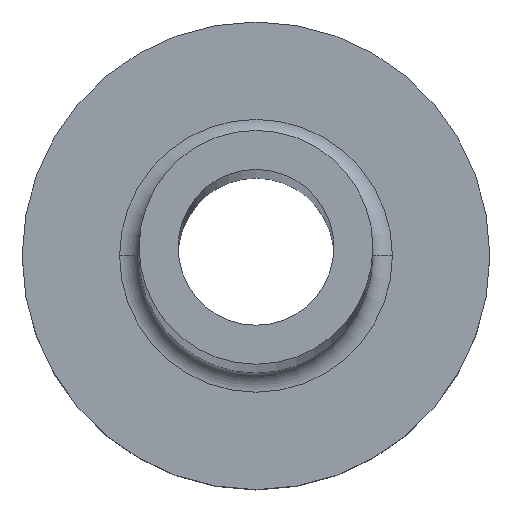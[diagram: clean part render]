
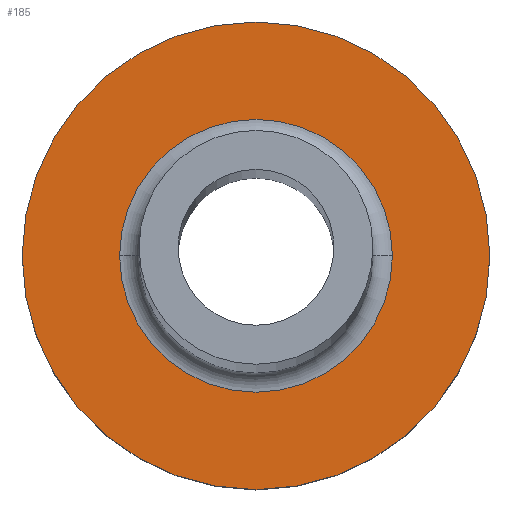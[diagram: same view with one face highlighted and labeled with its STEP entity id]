
A CAD part, top view. The second image highlights one B-rep face of the part: STEP entity #185.
In plain terms, the highlighted planar face has unit normal (0, 0, 1).
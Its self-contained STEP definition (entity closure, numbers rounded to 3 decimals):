
#6 = DIRECTION ( 'NONE',  ( 0., 0., 1. ) ) ;
#12 = CARTESIAN_POINT ( 'NONE',  ( 0., 0., 5. ) ) ;
#13 = VERTEX_POINT ( 'NONE', #369 ) ;
#27 = AXIS2_PLACEMENT_3D ( 'NONE', #274, #6, #243 ) ;
#29 = CIRCLE ( 'NONE', #268, 3.5 ) ;
#34 = EDGE_CURVE ( 'NONE', #145, #13, #277, .T. ) ;
#43 = FACE_BOUND ( 'NONE', #335, .T. ) ;
#52 = DIRECTION ( 'NONE',  ( 1., 0., 0. ) ) ;
#63 = AXIS2_PLACEMENT_3D ( 'NONE', #336, #308, #159 ) ;
#74 = PLANE ( 'NONE',  #314 ) ;
#78 = ORIENTED_EDGE ( 'NONE', *, *, #34, .T. ) ;
#81 = CARTESIAN_POINT ( 'NONE',  ( 3.5, 0., 5. ) ) ;
#82 = CARTESIAN_POINT ( 'NONE',  ( 6., 0., 5. ) ) ;
#86 = AXIS2_PLACEMENT_3D ( 'NONE', #365, #368, #128 ) ;
#89 = EDGE_LOOP ( 'NONE', ( #214, #78 ) ) ;
#103 = CARTESIAN_POINT ( 'NONE',  ( -3.5, 0., 5. ) ) ;
#128 = DIRECTION ( 'NONE',  ( 1., 0., 0. ) ) ;
#134 = DIRECTION ( 'NONE',  ( 1., 0., 0. ) ) ;
#145 = VERTEX_POINT ( 'NONE', #82 ) ;
#159 = DIRECTION ( 'NONE',  ( 1., 0., 0. ) ) ;
#162 = EDGE_CURVE ( 'NONE', #312, #284, #29, .T. ) ;
#166 = DIRECTION ( 'NONE',  ( 0., 0., 1. ) ) ;
#185 = ADVANCED_FACE ( 'NONE', ( #43, #316 ), #74, .T. ) ;
#207 = EDGE_CURVE ( 'NONE', #284, #312, #233, .T. ) ;
#214 = ORIENTED_EDGE ( 'NONE', *, *, #228, .T. ) ;
#228 = EDGE_CURVE ( 'NONE', #13, #145, #325, .T. ) ;
#233 = CIRCLE ( 'NONE', #63, 3.5 ) ;
#243 = DIRECTION ( 'NONE',  ( 1., 0., 0. ) ) ;
#268 = AXIS2_PLACEMENT_3D ( 'NONE', #347, #323, #52 ) ;
#274 = CARTESIAN_POINT ( 'NONE',  ( 0., 0., 5. ) ) ;
#277 = CIRCLE ( 'NONE', #27, 6. ) ;
#284 = VERTEX_POINT ( 'NONE', #103 ) ;
#308 = DIRECTION ( 'NONE',  ( 0., 0., -1. ) ) ;
#312 = VERTEX_POINT ( 'NONE', #81 ) ;
#314 = AXIS2_PLACEMENT_3D ( 'NONE', #12, #166, #134 ) ;
#316 = FACE_OUTER_BOUND ( 'NONE', #89, .T. ) ;
#323 = DIRECTION ( 'NONE',  ( 0., 0., -1. ) ) ;
#325 = CIRCLE ( 'NONE', #86, 6. ) ;
#335 = EDGE_LOOP ( 'NONE', ( #340, #353 ) ) ;
#336 = CARTESIAN_POINT ( 'NONE',  ( 0., 0., 5. ) ) ;
#340 = ORIENTED_EDGE ( 'NONE', *, *, #162, .T. ) ;
#347 = CARTESIAN_POINT ( 'NONE',  ( 0., 0., 5. ) ) ;
#353 = ORIENTED_EDGE ( 'NONE', *, *, #207, .T. ) ;
#365 = CARTESIAN_POINT ( 'NONE',  ( 0., 0., 5. ) ) ;
#368 = DIRECTION ( 'NONE',  ( 0., 0., 1. ) ) ;
#369 = CARTESIAN_POINT ( 'NONE',  ( -6., 0., 5. ) ) ;
